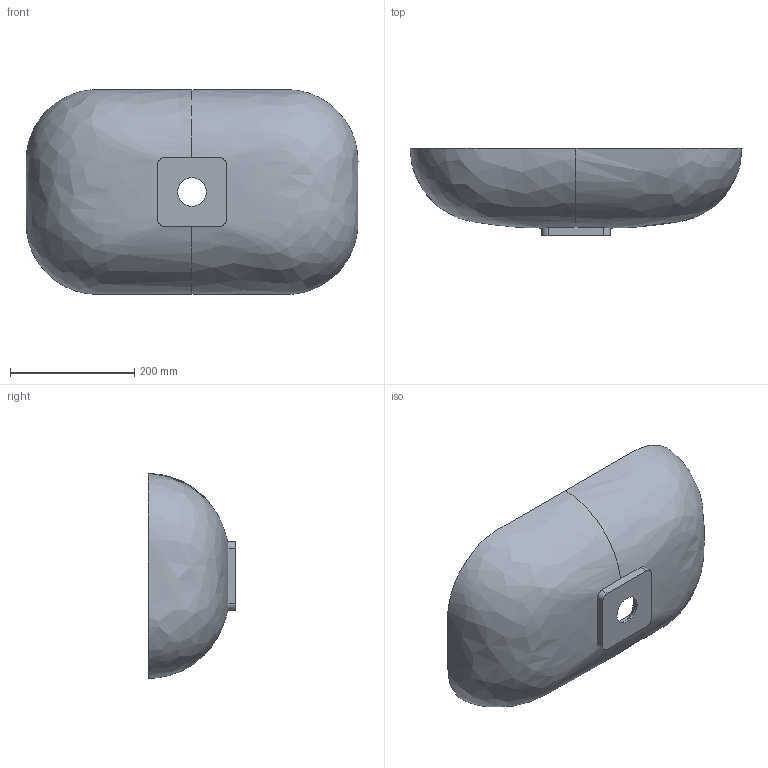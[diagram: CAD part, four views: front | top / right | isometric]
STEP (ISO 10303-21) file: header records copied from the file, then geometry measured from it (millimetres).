
FILE_DESCRIPTION (( 'STEP AP214' ), '1' );
FILE_NAME ('Z795-4SO_deckel.STEP', '2019-03-28T10:45:03', ( '' ), ( '' ), 'SwSTEP 2.0', 'SolidWorks 2019', '' );
FILE_SCHEMA (( 'AUTOMOTIVE_DESIGN' ));
Length unit declared in the file: millimetre
Products named in the file (1): Z795-4SO_deckel
Bounding box: 535 x 141 x 330 mm (x, y, z)
Volume: 3652492.5 mm3; surface area: 501603.6 mm2
Topology: 1 solids, 1 shells, 26 faces, 68 edges, 44 vertices
Faces by surface type: cylinder 10, plane 10, bspline 4, cone 2
Entity records: 7802 total; most frequent: CARTESIAN_POINT 7173, ORIENTED_EDGE 136, DIRECTION 102, EDGE_CURVE 68, VERTEX_POINT 44, AXIS2_PLACEMENT_3D 37, LINE 28, EDGE_LOOP 28
